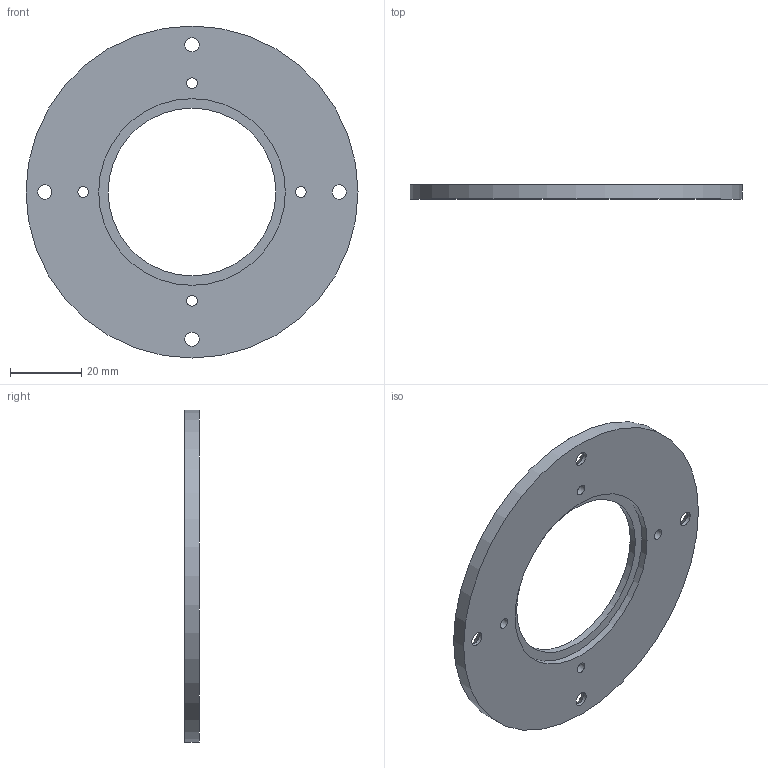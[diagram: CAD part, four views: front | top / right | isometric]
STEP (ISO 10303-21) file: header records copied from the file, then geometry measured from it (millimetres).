
FILE_DESCRIPTION(/* description */ (''),/* implementation_level */ '2;1');
FILE_NAME(/* name */ 'bearing_cap v2.step',/* time_stamp */ '2021-09-22T19:35:32+03:00',/* author */ (''),/* organization */ (''),/* preprocessor_version */ 'ST-DEVELOPER v18.1',/* originating_system */ 'Autodesk Translation Framework v10.10.0.1391',/* authorisation */ '');
FILE_SCHEMA (('AUTOMOTIVE_DESIGN { 1 0 10303 214 3 1 1 }'));
Length unit declared in the file: millimetre
Products named in the file (1): bearing_cap
Bounding box: 93 x 4 x 93 mm (x, y, z)
Volume: 18642.8 mm3; surface area: 12038.5 mm2
Topology: 1 solids, 1 shells, 22 faces, 53 edges, 34 vertices
Faces by surface type: cylinder 11, cone 8, plane 3
Full cylindrical faces by diameter (mm): 3 x4, 4 x4, 47 x1, 52.3 x1, 93 x1
Entity records: 728 total; most frequent: DIRECTION 133, CARTESIAN_POINT 110, ORIENTED_EDGE 106, AXIS2_PLACEMENT_3D 57, EDGE_CURVE 53, EDGE_LOOP 41, CIRCLE 34, VERTEX_POINT 34
